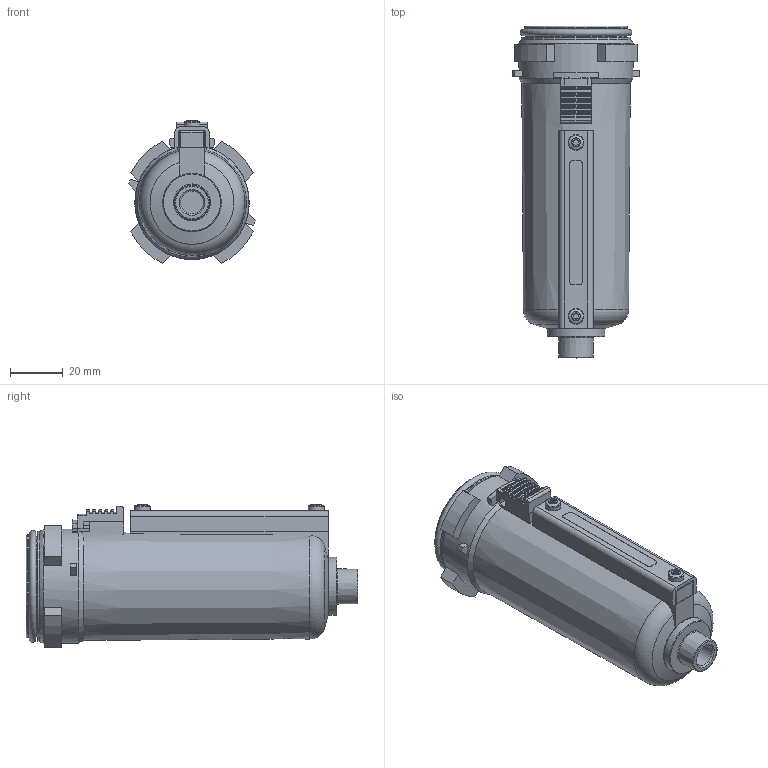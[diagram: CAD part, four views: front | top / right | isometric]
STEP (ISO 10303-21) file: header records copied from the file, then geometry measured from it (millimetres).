
FILE_DESCRIPTION( ( 'STEP AP203' ), ' ' );
FILE_NAME( '90002.0222.stp', '2017-03-10T08:42:52', ( '' ), ( '' ), ' ', 'PARTsolutions', ' ' );
FILE_SCHEMA( ( 'CONFIG_CONTROL_DESIGN' ) );
Length unit declared in the file: millimetre
Products named in the file (4): 90002.0222; _90002.0222_G; _90002.0222_RE; _90002.0222_DIS
Assembly tree (3 placements, depth 2):
  90002.0222
    _90002.0222_G
    _90002.0222_RE
    _90002.0222_DIS
Bounding box: 47.99 x 126 x 54.3 mm (x, y, z)
Volume: 163236 mm3; surface area: 25959.4 mm2
Topology: 3 solids, 3 shells, 260 faces, 688 edges, 450 vertices
Faces by surface type: plane 133, cylinder 78, torus 39, cone 7, bspline 2, sphere 1
Full cylindrical faces by diameter (mm): 6 x2, 8.566 x1, 22 x1, 37.9 x2, 39.1 x1, 41.7 x1, 43.4 x1
Entity records: 8393 total; most frequent: CARTESIAN_POINT 1902, DIRECTION 1318, ORIENTED_EDGE 1310, EDGE_CURVE 655, AXIS2_PLACEMENT_3D 479, VERTEX_POINT 447, LINE 360, VECTOR 360
